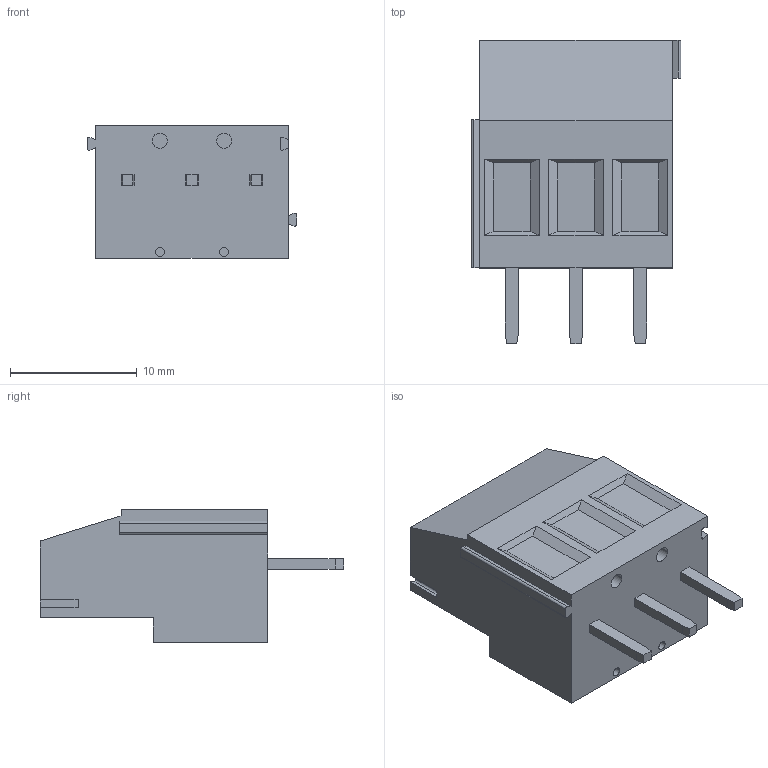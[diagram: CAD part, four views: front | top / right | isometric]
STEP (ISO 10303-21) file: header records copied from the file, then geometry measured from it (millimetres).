
FILE_DESCRIPTION((''),'2;1');
FILE_NAME('WJ129-508-1YY-03P-00A','2018-12-07T',('YF002'),(''),'CREO PARAMETRIC BY PTC INC, 2016380','CREO PARAMETRIC BY PTC INC, 2016380','');
FILE_SCHEMA(('CONFIG_CONTROL_DESIGN'));
Length unit declared in the file: millimetre
Products named in the file (1): WJ129-508-1YY-03P-00A
Bounding box: 16.54 x 24 x 10.5 mm (x, y, z)
Volume: 2321.1 mm3; surface area: 1597.6 mm2
Topology: 1 solids, 1 shells, 204 faces, 484 edges, 302 vertices
Faces by surface type: plane 100, cylinder 54, cone 38, torus 12
Entity records: 5977 total; most frequent: CARTESIAN_POINT 1147, DIRECTION 1026, ORIENTED_EDGE 968, EDGE_CURVE 484, AXIS2_PLACEMENT_3D 362, VECTOR 302, LINE 302, VERTEX_POINT 302
